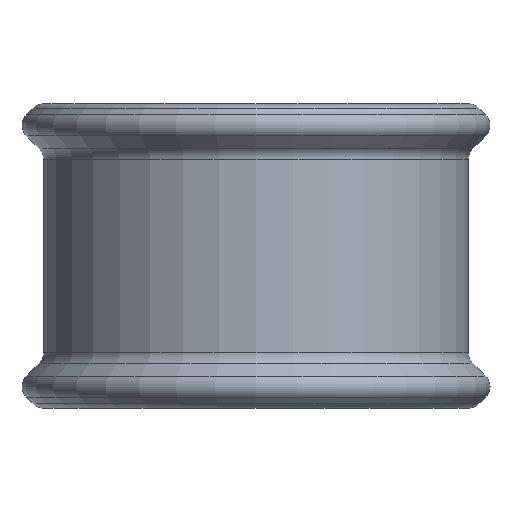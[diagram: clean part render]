
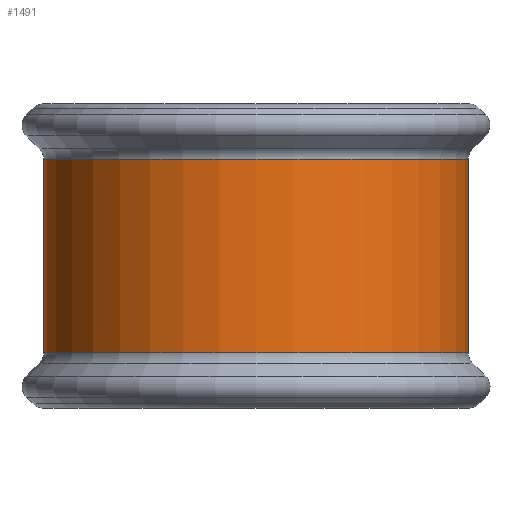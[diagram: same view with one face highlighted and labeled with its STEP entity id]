
A CAD part, front view. The second image highlights one B-rep face of the part: STEP entity #1491.
In plain terms, the highlighted cylindrical face has radius 10.922 mm (diameter 21.844 mm), a partial arc.
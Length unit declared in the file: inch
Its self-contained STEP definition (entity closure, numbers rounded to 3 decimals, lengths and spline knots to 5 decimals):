
#79 = LINE ( 'NONE', #5114, #2447 ) ;
#184 = VERTEX_POINT ( 'NONE', #4719 ) ;
#278 = VECTOR ( 'NONE', #4205, 39.37008 ) ;
#302 = CYLINDRICAL_SURFACE ( 'NONE', #2803, 0.43 ) ;
#427 = LINE ( 'NONE', #1876, #278 ) ;
#806 = EDGE_CURVE ( 'NONE', #4014, #184, #427, .T. ) ;
#1234 = ORIENTED_EDGE ( 'NONE', *, *, #806, .T. ) ;
#1491 = ADVANCED_FACE ( 'NONE', ( #3547 ), #302, .T. ) ;
#1581 = DIRECTION ( 'NONE',  ( 0., 0., -1. ) ) ;
#1666 = DIRECTION ( 'NONE',  ( -1., 0., 0. ) ) ;
#1876 = CARTESIAN_POINT ( 'NONE',  ( 0.375, -0.351, 0.19579 ) ) ;
#1908 = DIRECTION ( 'NONE',  ( 0., 0., -1. ) ) ;
#2253 = EDGE_CURVE ( 'NONE', #4534, #4347, #79, .T. ) ;
#2447 = VECTOR ( 'NONE', #2779, 39.37008 ) ;
#2508 = EDGE_CURVE ( 'NONE', #4014, #4534, #4041, .T. ) ;
#2779 = DIRECTION ( 'NONE',  ( 0., 0., 1. ) ) ;
#2803 = AXIS2_PLACEMENT_3D ( 'NONE', #4945, #3041, #1666 ) ;
#3041 = DIRECTION ( 'NONE',  ( 0., 0., -1. ) ) ;
#3302 = ORIENTED_EDGE ( 'NONE', *, *, #2508, .F. ) ;
#3547 = FACE_OUTER_BOUND ( 'NONE', #4184, .T. ) ;
#3569 = CIRCLE ( 'NONE', #5038, 0.43 ) ;
#4014 = VERTEX_POINT ( 'NONE', #4822 ) ;
#4041 = CIRCLE ( 'NONE', #4986, 0.43 ) ;
#4184 = EDGE_LOOP ( 'NONE', ( #1234, #4681, #5262, #3302 ) ) ;
#4205 = DIRECTION ( 'NONE',  ( 0., 0., 1. ) ) ;
#4347 = VERTEX_POINT ( 'NONE', #5828 ) ;
#4395 = CARTESIAN_POINT ( 'NONE',  ( 0.375, -0.781, -0.19579 ) ) ;
#4534 = VERTEX_POINT ( 'NONE', #4953 ) ;
#4681 = ORIENTED_EDGE ( 'NONE', *, *, #5239, .T. ) ;
#4709 = CARTESIAN_POINT ( 'NONE',  ( 0.375, -0.781, 0.19579 ) ) ;
#4719 = CARTESIAN_POINT ( 'NONE',  ( 0.375, -0.351, 0.19579 ) ) ;
#4822 = CARTESIAN_POINT ( 'NONE',  ( 0.375, -0.351, -0.19579 ) ) ;
#4858 = DIRECTION ( 'NONE',  ( -1., 0., 0. ) ) ;
#4945 = CARTESIAN_POINT ( 'NONE',  ( 0.375, -0.781, 0. ) ) ;
#4953 = CARTESIAN_POINT ( 'NONE',  ( -0.055, -0.781, -0.19579 ) ) ;
#4986 = AXIS2_PLACEMENT_3D ( 'NONE', #4395, #1581, #4858 ) ;
#5038 = AXIS2_PLACEMENT_3D ( 'NONE', #4709, #1908, #5195 ) ;
#5114 = CARTESIAN_POINT ( 'NONE',  ( -0.055, -0.781, 0.19579 ) ) ;
#5195 = DIRECTION ( 'NONE',  ( -1., 0., 0. ) ) ;
#5239 = EDGE_CURVE ( 'NONE', #184, #4347, #3569, .T. ) ;
#5262 = ORIENTED_EDGE ( 'NONE', *, *, #2253, .F. ) ;
#5828 = CARTESIAN_POINT ( 'NONE',  ( -0.055, -0.781, 0.19579 ) ) ;
